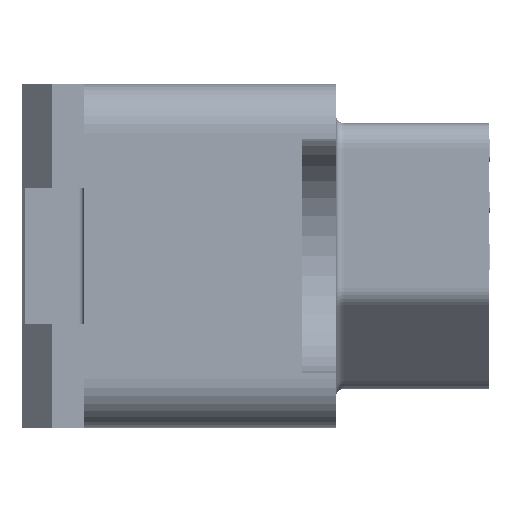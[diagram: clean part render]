
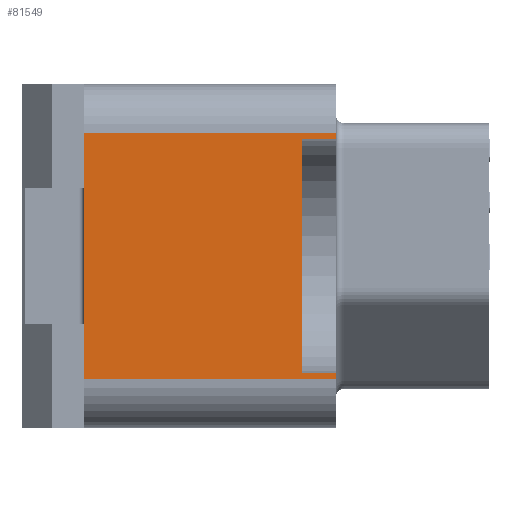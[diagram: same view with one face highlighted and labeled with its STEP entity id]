
A CAD part, left-side view. The second image highlights one B-rep face of the part: STEP entity #81549.
In plain terms, the highlighted planar face has unit normal (-1, 0, 0).
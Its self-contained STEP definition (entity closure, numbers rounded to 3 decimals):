
#2488=DIRECTION('',(0.,-1.,0.));
#2489=VECTOR('',#2488,10.25);
#2490=CARTESIAN_POINT('',(-40.,10.25,5.));
#2491=LINE('',#2490,#2489);
#2497=DIRECTION('',(0.,0.,1.));
#2498=VECTOR('',#2497,9.5);
#2499=CARTESIAN_POINT('',(-40.,1.4,-4.75));
#2500=LINE('',#2499,#2498);
#2501=DIRECTION('',(0.,1.,0.));
#2502=VECTOR('',#2501,1.4);
#2503=CARTESIAN_POINT('',(-40.,0.,-4.75));
#2504=LINE('',#2503,#2502);
#2505=DIRECTION('',(0.,0.,-1.));
#2506=VECTOR('',#2505,0.25);
#2507=CARTESIAN_POINT('',(-40.,0.,-4.75));
#2508=LINE('',#2507,#2506);
#2509=DIRECTION('',(0.,0.,-1.));
#2510=VECTOR('',#2509,0.25);
#2511=CARTESIAN_POINT('',(-40.,0.,5.));
#2512=LINE('',#2511,#2510);
#2513=DIRECTION('',(0.,1.,0.));
#2514=VECTOR('',#2513,1.4);
#2515=CARTESIAN_POINT('',(-40.,0.,4.75));
#2516=LINE('',#2515,#2514);
#2745=DIRECTION('',(0.,0.,-1.));
#2746=VECTOR('',#2745,10.);
#2747=CARTESIAN_POINT('',(-40.,10.25,5.));
#2748=LINE('',#2747,#2746);
#2848=DIRECTION('',(0.,1.,0.));
#2849=VECTOR('',#2848,10.25);
#2850=CARTESIAN_POINT('',(-40.,0.,-5.));
#2851=LINE('',#2850,#2849);
#65727=CARTESIAN_POINT('',(-40.,0.,5.));
#65728=VERTEX_POINT('',#65727);
#65729=CARTESIAN_POINT('',(-40.,10.25,5.));
#65730=VERTEX_POINT('',#65729);
#65735=CARTESIAN_POINT('',(-40.,10.25,-5.));
#65736=VERTEX_POINT('',#65735);
#65737=CARTESIAN_POINT('',(-40.,0.,-5.));
#65738=VERTEX_POINT('',#65737);
#65755=CARTESIAN_POINT('',(-40.,0.,-4.75));
#65757=VERTEX_POINT('',#65755);
#65761=CARTESIAN_POINT('',(-40.,0.,4.75));
#65762=VERTEX_POINT('',#65761);
#65763=CARTESIAN_POINT('',(-40.,1.4,-4.75));
#65764=CARTESIAN_POINT('',(-40.,1.4,4.75));
#65765=VERTEX_POINT('',#65763);
#65766=VERTEX_POINT('',#65764);
#81529=CARTESIAN_POINT('',(-40.,0.,7.));
#81530=DIRECTION('',(-1.,0.,0.));
#81531=DIRECTION('',(0.,1.,0.));
#81532=AXIS2_PLACEMENT_3D('',#81529,#81530,#81531);
#81533=PLANE('',#81532);
#81535=ORIENTED_EDGE('',*,*,#81534,.F.);
#81537=ORIENTED_EDGE('',*,*,#81536,.F.);
#81538=ORIENTED_EDGE('',*,*,#80811,.T.);
#81540=ORIENTED_EDGE('',*,*,#81539,.T.);
#81542=ORIENTED_EDGE('',*,*,#81541,.F.);
#81543=ORIENTED_EDGE('',*,*,#81522,.T.);
#81544=ORIENTED_EDGE('',*,*,#80819,.T.);
#81546=ORIENTED_EDGE('',*,*,#81545,.T.);
#81547=EDGE_LOOP('',(#81535,#81537,#81538,#81540,#81542,#81543,#81544,#81546));
#81548=FACE_OUTER_BOUND('',#81547,.F.);
#81549=ADVANCED_FACE('',(#81548),#81533,.T.);
#80811=EDGE_CURVE('',#65757,#65738,#2508,.T.);
#80819=EDGE_CURVE('',#65728,#65762,#2512,.T.);
#81522=EDGE_CURVE('',#65730,#65728,#2491,.T.);
#81534=EDGE_CURVE('',#65765,#65766,#2500,.T.);
#81536=EDGE_CURVE('',#65757,#65765,#2504,.T.);
#81539=EDGE_CURVE('',#65738,#65736,#2851,.T.);
#81541=EDGE_CURVE('',#65730,#65736,#2748,.T.);
#81545=EDGE_CURVE('',#65762,#65766,#2516,.T.);
